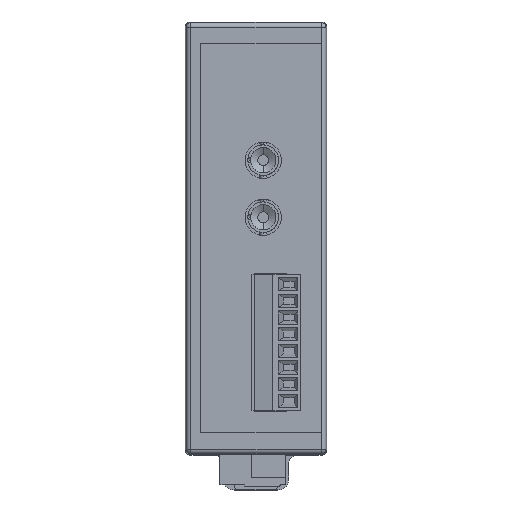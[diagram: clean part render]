
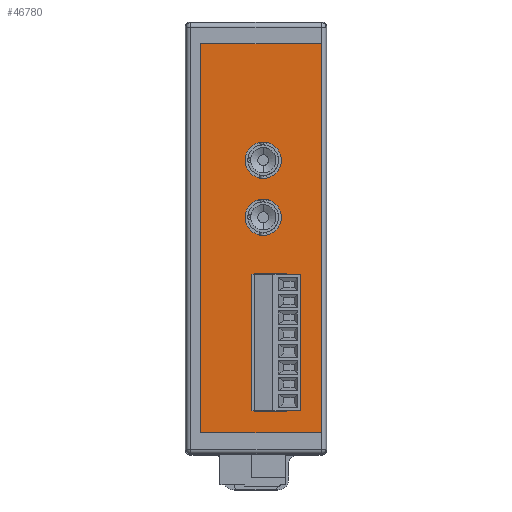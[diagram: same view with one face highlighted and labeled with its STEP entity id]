
A CAD part, top view. The second image highlights one B-rep face of the part: STEP entity #46780.
In plain terms, the highlighted planar face has unit normal (0, 0, 1).
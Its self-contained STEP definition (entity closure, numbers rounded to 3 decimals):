
#953 = LINE ( 'NONE', #9728, #19542 ) ;
#1497 = CARTESIAN_POINT ( 'NONE',  ( 1.65, 4.788, 5.3 ) ) ;
#2012 = AXIS2_PLACEMENT_3D ( 'NONE', #10375, #47501, #52451 ) ;
#2354 = ORIENTED_EDGE ( 'NONE', *, *, #5001, .F. ) ;
#2950 = VECTOR ( 'NONE', #44898, 1000. ) ;
#4305 = ORIENTED_EDGE ( 'NONE', *, *, #35161, .F. ) ;
#4318 = EDGE_CURVE ( 'NONE', #33418, #48122, #19711, .T. ) ;
#5001 = EDGE_CURVE ( 'NONE', #49429, #24077, #26312, .T. ) ;
#5006 = CARTESIAN_POINT ( 'NONE',  ( 7.05, -39.729, 5.3 ) ) ;
#5442 = EDGE_LOOP ( 'NONE', ( #25729, #48087, #45812, #51073 ) ) ;
#5849 = DIRECTION ( 'NONE',  ( 0., 0., 1. ) ) ;
#5911 = EDGE_LOOP ( 'NONE', ( #42185, #8079 ) ) ;
#7968 = EDGE_CURVE ( 'NONE', #38104, #39413, #953, .T. ) ;
#8079 = ORIENTED_EDGE ( 'NONE', *, *, #27172, .F. ) ;
#8358 = CARTESIAN_POINT ( 'NONE',  ( -0.45, -8.049, 5.3 ) ) ;
#9518 = CARTESIAN_POINT ( 'NONE',  ( -12.65, -44.5, 5.3 ) ) ;
#9728 = CARTESIAN_POINT ( 'NONE',  ( 14.95, -44.5, 5.3 ) ) ;
#10039 = DIRECTION ( 'NONE',  ( -1., 0., 0. ) ) ;
#10375 = CARTESIAN_POINT ( 'NONE',  ( 1.65, 17.843, 5.3 ) ) ;
#10795 = ORIENTED_EDGE ( 'NONE', *, *, #38911, .F. ) ;
#11624 = FACE_BOUND ( 'NONE', #5911, .T. ) ;
#12092 = AXIS2_PLACEMENT_3D ( 'NONE', #12139, #32497, #41289 ) ;
#12139 = CARTESIAN_POINT ( 'NONE',  ( 1.65, 17.843, 5.3 ) ) ;
#12775 = VERTEX_POINT ( 'NONE', #21813 ) ;
#13226 = CARTESIAN_POINT ( 'NONE',  ( 14.95, 44.5, 5.3 ) ) ;
#14927 = VECTOR ( 'NONE', #10039, 1000. ) ;
#16022 = DIRECTION ( 'NONE',  ( -1., 0., 0. ) ) ;
#17517 = AXIS2_PLACEMENT_3D ( 'NONE', #1497, #34486, #25972 ) ;
#17642 = EDGE_CURVE ( 'NONE', #33418, #38104, #36634, .T. ) ;
#17986 = VECTOR ( 'NONE', #24830, 1000. ) ;
#17987 = DIRECTION ( 'NONE',  ( 0., 1., 0. ) ) ;
#19337 = VERTEX_POINT ( 'NONE', #23317 ) ;
#19542 = VECTOR ( 'NONE', #17987, 1000. ) ;
#19711 = LINE ( 'NONE', #36474, #27557 ) ;
#21813 = CARTESIAN_POINT ( 'NONE',  ( -0.45, -8.049, 5.3 ) ) ;
#22358 = CARTESIAN_POINT ( 'NONE',  ( -2.5, 4.788, 5.3 ) ) ;
#23163 = DIRECTION ( 'NONE',  ( 1., 0., 0. ) ) ;
#23300 = VERTEX_POINT ( 'NONE', #30630 ) ;
#23317 = CARTESIAN_POINT ( 'NONE',  ( 5.8, 4.788, 5.3 ) ) ;
#23748 = CARTESIAN_POINT ( 'NONE',  ( -0.45, -39.729, 5.3 ) ) ;
#24077 = VERTEX_POINT ( 'NONE', #29415 ) ;
#24642 = VERTEX_POINT ( 'NONE', #23748 ) ;
#24830 = DIRECTION ( 'NONE',  ( 1., 0., 0. ) ) ;
#25278 = AXIS2_PLACEMENT_3D ( 'NONE', #43792, #5849, #23163 ) ;
#25669 = DIRECTION ( 'NONE',  ( 0., -1., 0. ) ) ;
#25729 = ORIENTED_EDGE ( 'NONE', *, *, #26502, .T. ) ;
#25972 = DIRECTION ( 'NONE',  ( 1., 0., 0. ) ) ;
#26312 = LINE ( 'NONE', #30432, #36851 ) ;
#26502 = EDGE_CURVE ( 'NONE', #39413, #48122, #31067, .T. ) ;
#26571 = CIRCLE ( 'NONE', #2012, 4.15 ) ;
#27172 = EDGE_CURVE ( 'NONE', #37841, #19337, #35953, .T. ) ;
#27557 = VECTOR ( 'NONE', #32351, 1000. ) ;
#28362 = CARTESIAN_POINT ( 'NONE',  ( -0.45, -8.049, 5.3 ) ) ;
#28393 = CARTESIAN_POINT ( 'NONE',  ( 5.15, 44.5, 5.3 ) ) ;
#28667 = FACE_BOUND ( 'NONE', #43666, .T. ) ;
#29239 = AXIS2_PLACEMENT_3D ( 'NONE', #28393, #53693, #16022 ) ;
#29294 = ORIENTED_EDGE ( 'NONE', *, *, #40994, .F. ) ;
#29415 = CARTESIAN_POINT ( 'NONE',  ( 7.05, -8.049, 5.3 ) ) ;
#29458 = CARTESIAN_POINT ( 'NONE',  ( 14.95, 44.5, 5.3 ) ) ;
#29954 = EDGE_CURVE ( 'NONE', #19337, #37841, #38430, .T. ) ;
#30190 = EDGE_CURVE ( 'NONE', #23300, #33780, #41098, .T. ) ;
#30432 = CARTESIAN_POINT ( 'NONE',  ( 7.05, -8.049, 5.3 ) ) ;
#30630 = CARTESIAN_POINT ( 'NONE',  ( 5.8, 17.843, 5.3 ) ) ;
#31067 = LINE ( 'NONE', #13226, #54353 ) ;
#32351 = DIRECTION ( 'NONE',  ( 0., 1., 0. ) ) ;
#32497 = DIRECTION ( 'NONE',  ( 0., 0., 1. ) ) ;
#33195 = EDGE_LOOP ( 'NONE', ( #53597, #29294 ) ) ;
#33418 = VERTEX_POINT ( 'NONE', #9518 ) ;
#33606 = FACE_OUTER_BOUND ( 'NONE', #5442, .T. ) ;
#33780 = VERTEX_POINT ( 'NONE', #54287 ) ;
#34486 = DIRECTION ( 'NONE',  ( 0., 0., 1. ) ) ;
#35017 = CARTESIAN_POINT ( 'NONE',  ( -12.65, 44.5, 5.3 ) ) ;
#35161 = EDGE_CURVE ( 'NONE', #24077, #12775, #53663, .T. ) ;
#35793 = VECTOR ( 'NONE', #25669, 1000. ) ;
#35953 = CIRCLE ( 'NONE', #17517, 4.15 ) ;
#36474 = CARTESIAN_POINT ( 'NONE',  ( -12.65, 44.5, 5.3 ) ) ;
#36634 = LINE ( 'NONE', #36911, #2950 ) ;
#36851 = VECTOR ( 'NONE', #47474, 1000. ) ;
#36911 = CARTESIAN_POINT ( 'NONE',  ( 5.15, -44.5, 5.3 ) ) ;
#37195 = LINE ( 'NONE', #53979, #17986 ) ;
#37841 = VERTEX_POINT ( 'NONE', #22358 ) ;
#38038 = LINE ( 'NONE', #8358, #35793 ) ;
#38104 = VERTEX_POINT ( 'NONE', #53924 ) ;
#38430 = CIRCLE ( 'NONE', #25278, 4.15 ) ;
#38911 = EDGE_CURVE ( 'NONE', #12775, #24642, #38038, .T. ) ;
#39413 = VERTEX_POINT ( 'NONE', #29458 ) ;
#40994 = EDGE_CURVE ( 'NONE', #33780, #23300, #26571, .T. ) ;
#41098 = CIRCLE ( 'NONE', #12092, 4.15 ) ;
#41289 = DIRECTION ( 'NONE',  ( 1., 0., 0. ) ) ;
#41863 = PLANE ( 'NONE',  #29239 ) ;
#42185 = ORIENTED_EDGE ( 'NONE', *, *, #29954, .F. ) ;
#43666 = EDGE_LOOP ( 'NONE', ( #54321, #10795, #4305, #2354 ) ) ;
#43792 = CARTESIAN_POINT ( 'NONE',  ( 1.65, 4.788, 5.3 ) ) ;
#44898 = DIRECTION ( 'NONE',  ( 1., 0., 0. ) ) ;
#45045 = EDGE_CURVE ( 'NONE', #24642, #49429, #37195, .T. ) ;
#45812 = ORIENTED_EDGE ( 'NONE', *, *, #17642, .T. ) ;
#46780 = ADVANCED_FACE ( 'NONE', ( #49291, #11624, #28667, #33606 ), #41863, .F. ) ;
#47474 = DIRECTION ( 'NONE',  ( 0., 1., 0. ) ) ;
#47501 = DIRECTION ( 'NONE',  ( 0., 0., 1. ) ) ;
#48087 = ORIENTED_EDGE ( 'NONE', *, *, #4318, .F. ) ;
#48122 = VERTEX_POINT ( 'NONE', #35017 ) ;
#49291 = FACE_BOUND ( 'NONE', #33195, .T. ) ;
#49429 = VERTEX_POINT ( 'NONE', #5006 ) ;
#50888 = DIRECTION ( 'NONE',  ( -1., 0., 0. ) ) ;
#51073 = ORIENTED_EDGE ( 'NONE', *, *, #7968, .T. ) ;
#52451 = DIRECTION ( 'NONE',  ( 1., 0., 0. ) ) ;
#53597 = ORIENTED_EDGE ( 'NONE', *, *, #30190, .F. ) ;
#53663 = LINE ( 'NONE', #28362, #14927 ) ;
#53693 = DIRECTION ( 'NONE',  ( 0., 0., -1. ) ) ;
#53924 = CARTESIAN_POINT ( 'NONE',  ( 14.95, -44.5, 5.3 ) ) ;
#53979 = CARTESIAN_POINT ( 'NONE',  ( -0.45, -39.729, 5.3 ) ) ;
#54287 = CARTESIAN_POINT ( 'NONE',  ( -2.5, 17.843, 5.3 ) ) ;
#54321 = ORIENTED_EDGE ( 'NONE', *, *, #45045, .F. ) ;
#54353 = VECTOR ( 'NONE', #50888, 1000. ) ;
